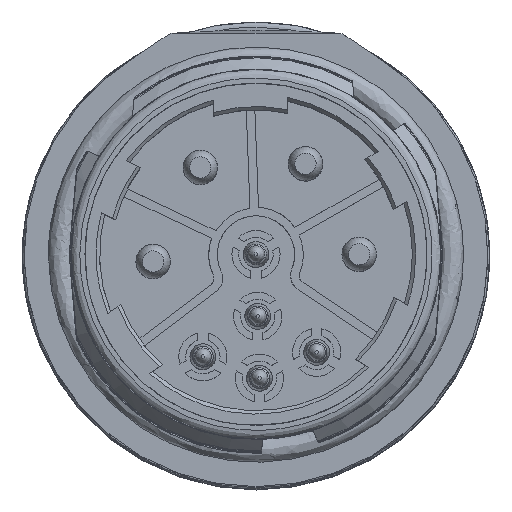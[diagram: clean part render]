
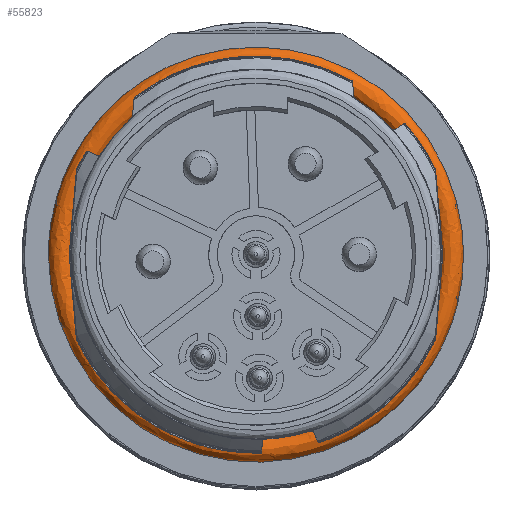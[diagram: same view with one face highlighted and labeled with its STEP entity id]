
A CAD part, top view. The second image highlights one B-rep face of the part: STEP entity #55823.
In plain terms, the highlighted free-form (B-spline) face has degree [3, 3] with [7, 7] control points.
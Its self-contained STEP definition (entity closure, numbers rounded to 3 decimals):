
#2871 = CARTESIAN_POINT ( 'NONE',  ( -12.075, 24.15, 16.023 ) ) ;
#3215 = CARTESIAN_POINT ( 'NONE',  ( 10.575, 0., 16.023 ) ) ;
#3880 = CARTESIAN_POINT ( 'NONE',  ( 10.575, 21.15, 16.023 ) ) ;
#4219 = CARTESIAN_POINT ( 'NONE',  ( -10.575, 21.15, 14.523 ) ) ;
#4556 = CARTESIAN_POINT ( 'NONE',  ( -12.075, 0., 17.523 ) ) ;
#6635 = CARTESIAN_POINT ( 'NONE',  ( -12.075, -24.15, 14.523 ) ) ;
#8288 = CARTESIAN_POINT ( 'NONE',  ( 12.075, -24.15, 17.523 ) ) ;
#8620 = CARTESIAN_POINT ( 'NONE',  ( -12.075, -24.15, 16.023 ) ) ;
#9287 = CARTESIAN_POINT ( 'NONE',  ( -12.075, 24.15, 14.523 ) ) ;
#13377 = CARTESIAN_POINT ( 'NONE',  ( -12.075, 0., 14.523 ) ) ;
#13711 = CARTESIAN_POINT ( 'NONE',  ( -10.575, 21.15, 16.023 ) ) ;
#14378 = CARTESIAN_POINT ( 'NONE',  ( -12.075, 24.15, 17.523 ) ) ;
#17431 = CARTESIAN_POINT ( 'NONE',  ( -12.075, -24.15, 16.023 ) ) ;
#18748 = CARTESIAN_POINT ( 'NONE',  ( 12.075, -24.15, 16.023 ) ) ;
#19073 = CARTESIAN_POINT ( 'NONE',  ( 12.075, -24.15, 14.523 ) ) ;
#19413 = CARTESIAN_POINT ( 'NONE',  ( -10.575, 0., 17.523 ) ) ;
#23510 = CARTESIAN_POINT ( 'NONE',  ( -12.075, 0., 16.023 ) ) ;
#24515 = CARTESIAN_POINT ( 'NONE',  ( -10.575, 0., 14.523 ) ) ;
#24846 = CARTESIAN_POINT ( 'NONE',  ( -10.575, 0., 14.523 ) ) ;
#28935 = CARTESIAN_POINT ( 'NONE',  ( -12.075, 0., 14.523 ) ) ;
#29929 = CARTESIAN_POINT ( 'NONE',  ( 12.075, 0., 16.023 ) ) ;
#34348 = CARTESIAN_POINT ( 'NONE',  ( -10.575, 0., 17.523 ) ) ;
#34675 = CARTESIAN_POINT ( 'NONE',  ( -10.575, 0., 16.023 ) ) ;
#35015 = CARTESIAN_POINT ( 'NONE',  ( 10.575, 21.15, 14.523 ) ) ;
#35344 = CARTESIAN_POINT ( 'NONE',  ( -12.075, 24.15, 16.023 ) ) ;
#38082 = CARTESIAN_POINT ( 'NONE',  ( 12.075, 24.15, 16.023 ) ) ;
#39434 = CARTESIAN_POINT ( 'NONE',  ( 12.075, 24.15, 14.523 ) ) ;
#40091 = CARTESIAN_POINT ( 'NONE',  ( 12.075, 0., 17.523 ) ) ;
#42840 = CARTESIAN_POINT ( 'NONE',  ( -12.075, 0., 16.023 ) ) ;
#44535 = CARTESIAN_POINT ( 'NONE',  ( -10.575, 0., 16.023 ) ) ;
#45221 = CARTESIAN_POINT ( 'NONE',  ( -10.575, 21.15, 17.523 ) ) ;
#45549 = CARTESIAN_POINT ( 'NONE',  ( -10.575, -21.15, 17.523 ) ) ;
#49291 = CARTESIAN_POINT ( 'NONE',  ( 12.075, 0., 16.023 ) ) ;
#49621 = CARTESIAN_POINT ( 'NONE',  ( 10.575, -21.15, 16.023 ) ) ;
#50277 = CARTESIAN_POINT ( 'NONE',  ( 10.575, 21.15, 17.523 ) ) ;
#50611 = CARTESIAN_POINT ( 'NONE',  ( 12.075, 24.15, 16.023 ) ) ;
#50943 = CARTESIAN_POINT ( 'NONE',  ( 12.075, 0., 14.523 ) ) ;
#54345 = CARTESIAN_POINT ( 'NONE',  ( 12.075, -24.15, 16.023 ) ) ;
#55010 = CARTESIAN_POINT ( 'NONE',  ( 12.075, 24.15, 17.523 ) ) ;
#55351 = CARTESIAN_POINT ( 'NONE',  ( -10.575, -21.15, 16.023 ) ) ;
#55676 = CARTESIAN_POINT ( 'NONE',  ( 10.575, -21.15, 17.523 ) ) ;
#55823 = ADVANCED_FACE ( 'NONE', ( ), #66043, .T. ) ;
#60063 = CARTESIAN_POINT ( 'NONE',  ( -12.075, 0., 17.523 ) ) ;
#60722 = CARTESIAN_POINT ( 'NONE',  ( 10.575, -21.15, 14.523 ) ) ;
#61392 = CARTESIAN_POINT ( 'NONE',  ( 10.575, 0., 14.523 ) ) ;
#65136 = CARTESIAN_POINT ( 'NONE',  ( 10.575, 0., 17.523 ) ) ;
#65469 = CARTESIAN_POINT ( 'NONE',  ( -10.575, -21.15, 14.523 ) ) ;
#65808 = CARTESIAN_POINT ( 'NONE',  ( -12.075, -24.15, 17.523 ) ) ;
#66043 =( BOUNDED_SURFACE ( )  B_SPLINE_SURFACE ( 3, 3, ( 
 ( #42840, #17431, #54345, #49291, #38082, #2871, #23510 ),
 ( #13377, #6635, #19073, #50943, #39434, #9287, #28935 ),
 ( #24515, #65469, #60722, #61392, #35015, #4219, #24846 ),
 ( #34675, #55351, #49621, #3215, #3880, #13711, #44535 ),
 ( #34348, #45549, #55676, #65136, #50277, #45221, #19413 ),
 ( #60063, #65808, #8288, #40091, #55010, #14378, #4556 ),
 ( #66489, #8620, #18748, #29929, #50611, #35344, #66153 ) ),
 .UNSPECIFIED., .T., .T., .F. ) 
 B_SPLINE_SURFACE_WITH_KNOTS ( ( 4, 3, 4 ),
 ( 4, 3, 4 ),
 ( 0., 0.5, 1. ),
 ( 0., 0.5, 1. ),
 .UNSPECIFIED. ) 
 GEOMETRIC_REPRESENTATION_ITEM ( )  RATIONAL_B_SPLINE_SURFACE ( (
 ( 1., 0.333, 0.333, 1., 0.333, 0.333, 1.),
 ( 0.333, 0.111, 0.111, 0.333, 0.111, 0.111, 0.333),
 ( 0.333, 0.111, 0.111, 0.333, 0.111, 0.111, 0.333),
 ( 1., 0.333, 0.333, 1., 0.333, 0.333, 1.),
 ( 0.333, 0.111, 0.111, 0.333, 0.111, 0.111, 0.333),
 ( 0.333, 0.111, 0.111, 0.333, 0.111, 0.111, 0.333),
 ( 1., 0.333, 0.333, 1., 0.333, 0.333, 1.) ) ) 
 REPRESENTATION_ITEM ( '' )  SURFACE ( )  );
#66153 = CARTESIAN_POINT ( 'NONE',  ( -12.075, 0., 16.023 ) ) ;
#66489 = CARTESIAN_POINT ( 'NONE',  ( -12.075, 0., 16.023 ) ) ;
